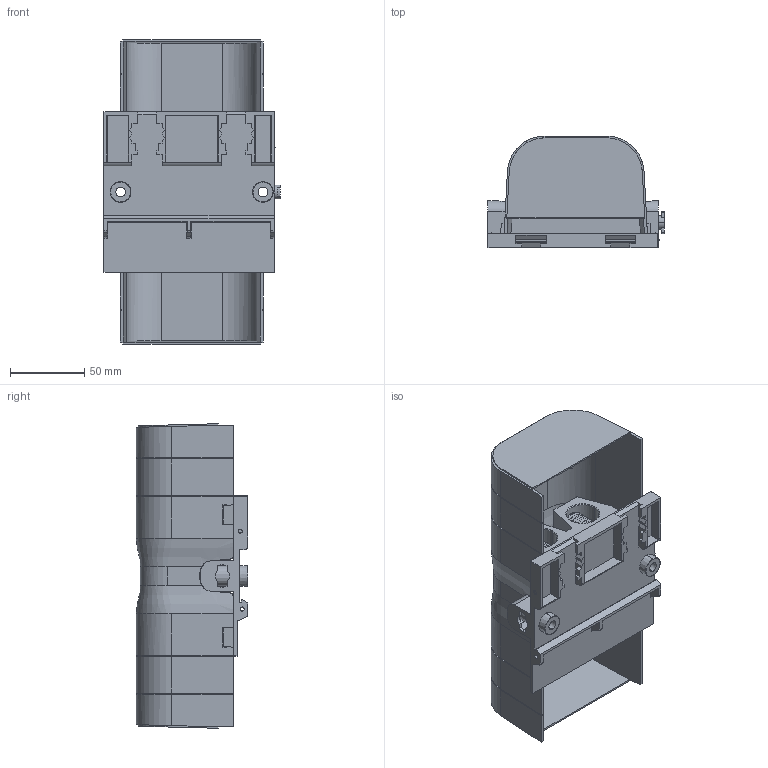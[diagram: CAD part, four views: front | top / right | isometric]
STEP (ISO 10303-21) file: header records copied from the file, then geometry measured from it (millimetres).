
FILE_DESCRIPTION(('STEP AP203'),'1');
FILE_NAME('sbtt-800.stp','2025-09-22T13:18:49',('TraceParts'),('TraceParts S.A.S.'),'Spatial InterOp 3D',' ',' ');
FILE_SCHEMA(('CONFIG_CONTROL_DESIGN'));
Length unit declared in the file: millimetre
Products named in the file (1): 1
Bounding box: 119.2 x 75.25 x 205.44 mm (x, y, z)
Volume: 241777.4 mm3; surface area: 190569.5 mm2
Topology: 8 solids, 11 shells, 896 faces, 2373 edges, 1507 vertices
Faces by surface type: plane 384, cylinder 222, cone 220, bspline 70
Entity records: 31719 total; most frequent: CARTESIAN_POINT 9708, ORIENTED_EDGE 4726, DIRECTION 4469, EDGE_CURVE 2363, AXIS2_PLACEMENT_3D 1544, VERTEX_POINT 1507, LINE 1381, VECTOR 1381
